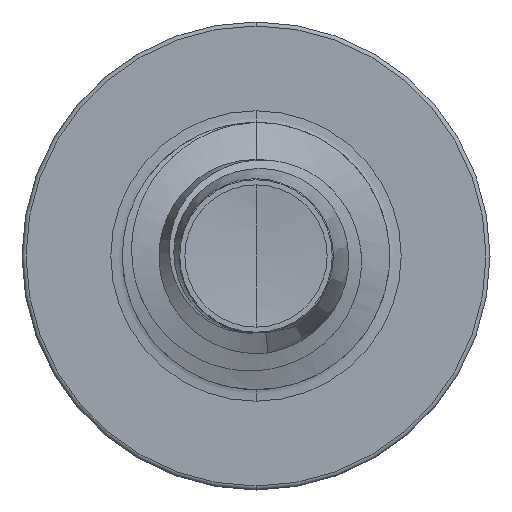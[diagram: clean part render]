
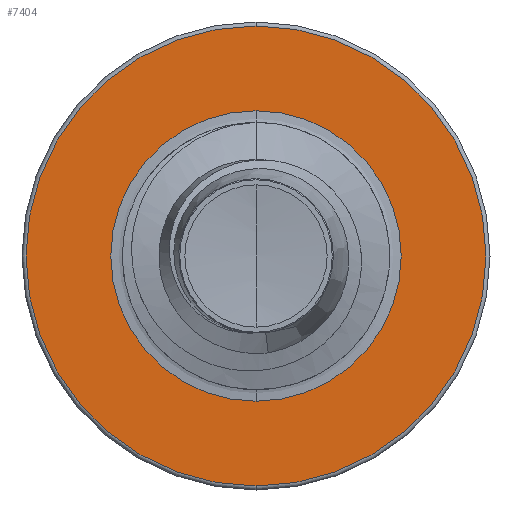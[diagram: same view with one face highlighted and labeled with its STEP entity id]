
A CAD part, front view. The second image highlights one B-rep face of the part: STEP entity #7404.
In plain terms, the highlighted planar face has unit normal (0, -1, 0).
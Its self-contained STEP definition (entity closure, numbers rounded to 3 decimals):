
#148 = ORIENTED_EDGE ( 'NONE', *, *, #7489, .F. ) ;
#176 = ORIENTED_EDGE ( 'NONE', *, *, #7714, .T. ) ;
#688 = ORIENTED_EDGE ( 'NONE', *, *, #7502, .T. ) ;
#978 = CARTESIAN_POINT ( 'NONE',  ( 0., 2.25, -1.086 ) ) ;
#1355 = FACE_BOUND ( 'NONE', #4644, .T. ) ;
#1500 = AXIS2_PLACEMENT_3D ( 'NONE', #9031, #9023, #9015 ) ;
#1805 = DIRECTION ( 'NONE',  ( 0., 0., 1. ) ) ;
#1808 = DIRECTION ( 'NONE',  ( 0., 1., 0. ) ) ;
#1859 = VERTEX_POINT ( 'NONE', #978 ) ;
#1869 = CARTESIAN_POINT ( 'NONE',  ( 0., 2.25, -1.086 ) ) ;
#1939 = PLANE ( 'NONE',  #3026 ) ;
#2475 = AXIS2_PLACEMENT_3D ( 'NONE', #3285, #3273, #3258 ) ;
#2887 = DIRECTION ( 'NONE',  ( 0., 0., 1. ) ) ;
#2891 = DIRECTION ( 'NONE',  ( 0., 1., 0. ) ) ;
#2898 = CARTESIAN_POINT ( 'NONE',  ( 0., 2.25, 0. ) ) ;
#2977 = DIRECTION ( 'NONE',  ( 0., 0., 1. ) ) ;
#2988 = DIRECTION ( 'NONE',  ( 0., 1., 0. ) ) ;
#2994 = AXIS2_PLACEMENT_3D ( 'NONE', #2898, #2891, #2887 ) ;
#3003 = CARTESIAN_POINT ( 'NONE',  ( 0., 2.25, 0. ) ) ;
#3026 = AXIS2_PLACEMENT_3D ( 'NONE', #1869, #1808, #1805 ) ;
#3258 = DIRECTION ( 'NONE',  ( 0., 0., 1. ) ) ;
#3273 = DIRECTION ( 'NONE',  ( 0., 1., 0. ) ) ;
#3285 = CARTESIAN_POINT ( 'NONE',  ( 0., 2.25, 0. ) ) ;
#3572 = CIRCLE ( 'NONE', #6408, 1.72 ) ;
#3961 = VERTEX_POINT ( 'NONE', #9026 ) ;
#4405 = CARTESIAN_POINT ( 'NONE',  ( 0., 2.25, 1.72 ) ) ;
#4644 = EDGE_LOOP ( 'NONE', ( #176, #688 ) ) ;
#4674 = FACE_OUTER_BOUND ( 'NONE', #5835, .T. ) ;
#4706 = CARTESIAN_POINT ( 'NONE',  ( 0., 2.25, -1.72 ) ) ;
#5650 = VERTEX_POINT ( 'NONE', #4706 ) ;
#5835 = EDGE_LOOP ( 'NONE', ( #7413, #148 ) ) ;
#6408 = AXIS2_PLACEMENT_3D ( 'NONE', #3003, #2988, #2977 ) ;
#7404 = ADVANCED_FACE ( 'NONE', ( #4674, #1355 ), #1939, .F. ) ;
#7413 = ORIENTED_EDGE ( 'NONE', *, *, #8268, .F. ) ;
#7489 = EDGE_CURVE ( 'NONE', #5650, #8642, #3572, .T. ) ;
#7502 = EDGE_CURVE ( 'NONE', #1859, #3961, #8778, .T. ) ;
#7714 = EDGE_CURVE ( 'NONE', #3961, #1859, #8861, .T. ) ;
#8268 = EDGE_CURVE ( 'NONE', #8642, #5650, #9292, .T. ) ;
#8642 = VERTEX_POINT ( 'NONE', #4405 ) ;
#8778 = CIRCLE ( 'NONE', #2994, 1.086 ) ;
#8861 = CIRCLE ( 'NONE', #2475, 1.086 ) ;
#9015 = DIRECTION ( 'NONE',  ( 0., 0., 1. ) ) ;
#9023 = DIRECTION ( 'NONE',  ( 0., 1., 0. ) ) ;
#9026 = CARTESIAN_POINT ( 'NONE',  ( 0., 2.25, 1.086 ) ) ;
#9031 = CARTESIAN_POINT ( 'NONE',  ( 0., 2.25, 0. ) ) ;
#9292 = CIRCLE ( 'NONE', #1500, 1.72 ) ;
